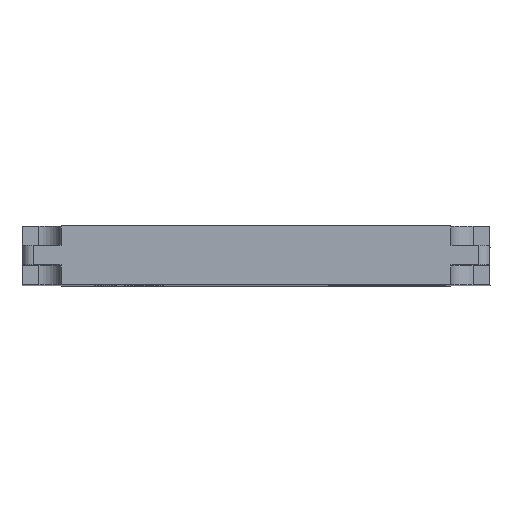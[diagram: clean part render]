
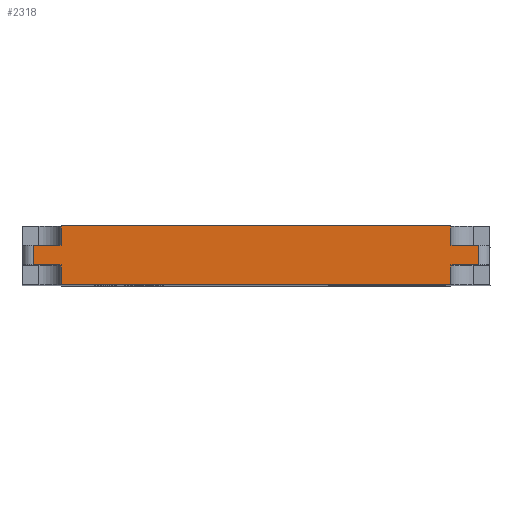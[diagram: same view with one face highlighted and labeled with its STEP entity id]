
A CAD part, top view. The second image highlights one B-rep face of the part: STEP entity #2318.
In plain terms, the highlighted planar face has unit normal (0, 0, 1).
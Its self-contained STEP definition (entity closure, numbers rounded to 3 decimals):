
#8 = DIRECTION ( 'NONE',  ( 1., 0., 0. ) ) ;
#58 = LINE ( 'NONE', #2232, #1580 ) ;
#158 = CARTESIAN_POINT ( 'NONE',  ( 2., 7., 0. ) ) ;
#177 = DIRECTION ( 'NONE',  ( 0., -1., 0. ) ) ;
#190 = ORIENTED_EDGE ( 'NONE', *, *, #5510, .F. ) ;
#314 = CARTESIAN_POINT ( 'NONE',  ( 82., 3.5, 0. ) ) ;
#353 = VERTEX_POINT ( 'NONE', #3445 ) ;
#364 = VERTEX_POINT ( 'NONE', #4078 ) ;
#522 = CARTESIAN_POINT ( 'NONE',  ( 77., 0., 0. ) ) ;
#544 = VERTEX_POINT ( 'NONE', #7830 ) ;
#564 = ORIENTED_EDGE ( 'NONE', *, *, #6069, .T. ) ;
#912 = EDGE_CURVE ( 'NONE', #6867, #6666, #1622, .T. ) ;
#1339 = VECTOR ( 'NONE', #3325, 1000. ) ;
#1407 = EDGE_CURVE ( 'NONE', #353, #6388, #3415, .T. ) ;
#1470 = LINE ( 'NONE', #1545, #3378 ) ;
#1545 = CARTESIAN_POINT ( 'NONE',  ( 2., 10.5, 0. ) ) ;
#1558 = VECTOR ( 'NONE', #5665, 1000. ) ;
#1580 = VECTOR ( 'NONE', #7667, 1000. ) ;
#1622 = LINE ( 'NONE', #6788, #1339 ) ;
#1847 = VECTOR ( 'NONE', #4601, 1000. ) ;
#1947 = EDGE_LOOP ( 'NONE', ( #5086, #3249, #564, #3847, #6518, #3214, #190, #3286, #2421, #3914, #2837, #7045 ) ) ;
#1981 = VECTOR ( 'NONE', #2346, 1000. ) ;
#2230 = EDGE_CURVE ( 'NONE', #353, #3948, #7468, .T. ) ;
#2232 = CARTESIAN_POINT ( 'NONE',  ( 2., 7., 0. ) ) ;
#2293 = CARTESIAN_POINT ( 'NONE',  ( 77., 7., 0. ) ) ;
#2318 = ADVANCED_FACE ( 'NONE', ( #6808 ), #2687, .F. ) ;
#2346 = DIRECTION ( 'NONE',  ( -1., 0., 0. ) ) ;
#2407 = CARTESIAN_POINT ( 'NONE',  ( 77., 10.5, 0. ) ) ;
#2421 = ORIENTED_EDGE ( 'NONE', *, *, #7631, .F. ) ;
#2486 = LINE ( 'NONE', #6632, #4460 ) ;
#2566 = LINE ( 'NONE', #3614, #7477 ) ;
#2593 = EDGE_CURVE ( 'NONE', #364, #544, #3307, .T. ) ;
#2687 = PLANE ( 'NONE',  #7404 ) ;
#2837 = ORIENTED_EDGE ( 'NONE', *, *, #6985, .F. ) ;
#2846 = DIRECTION ( 'NONE',  ( 0., 1., 0. ) ) ;
#2970 = LINE ( 'NONE', #2293, #3978 ) ;
#2985 = DIRECTION ( 'NONE',  ( 0., 1., 0. ) ) ;
#3026 = VECTOR ( 'NONE', #2846, 1000. ) ;
#3116 = VERTEX_POINT ( 'NONE', #522 ) ;
#3214 = ORIENTED_EDGE ( 'NONE', *, *, #5520, .T. ) ;
#3249 = ORIENTED_EDGE ( 'NONE', *, *, #1407, .T. ) ;
#3286 = ORIENTED_EDGE ( 'NONE', *, *, #912, .T. ) ;
#3307 = LINE ( 'NONE', #5841, #3026 ) ;
#3325 = DIRECTION ( 'NONE',  ( 0., 1., 0. ) ) ;
#3342 = CARTESIAN_POINT ( 'NONE',  ( 77., 3.5, 0. ) ) ;
#3378 = VECTOR ( 'NONE', #4536, 1000. ) ;
#3415 = LINE ( 'NONE', #4979, #3514 ) ;
#3432 = EDGE_CURVE ( 'NONE', #5431, #4633, #7282, .T. ) ;
#3445 = CARTESIAN_POINT ( 'NONE',  ( 7., 3.5, 0. ) ) ;
#3514 = VECTOR ( 'NONE', #177, 1000. ) ;
#3614 = CARTESIAN_POINT ( 'NONE',  ( 0., 0., 0. ) ) ;
#3847 = ORIENTED_EDGE ( 'NONE', *, *, #4037, .F. ) ;
#3914 = ORIENTED_EDGE ( 'NONE', *, *, #2593, .F. ) ;
#3948 = VERTEX_POINT ( 'NONE', #4393 ) ;
#3978 = VECTOR ( 'NONE', #6604, 1000. ) ;
#4037 = EDGE_CURVE ( 'NONE', #4633, #3116, #6686, .T. ) ;
#4054 = VECTOR ( 'NONE', #5026, 1000. ) ;
#4078 = CARTESIAN_POINT ( 'NONE',  ( 7., 7., 0. ) ) ;
#4353 = CARTESIAN_POINT ( 'NONE',  ( 77., 3.5, 0. ) ) ;
#4393 = CARTESIAN_POINT ( 'NONE',  ( 2., 3.5, 0. ) ) ;
#4450 = DIRECTION ( 'NONE',  ( -1., 0., 0. ) ) ;
#4460 = VECTOR ( 'NONE', #2985, 1000. ) ;
#4536 = DIRECTION ( 'NONE',  ( 0., -1., 0. ) ) ;
#4601 = DIRECTION ( 'NONE',  ( 0., -1., 0. ) ) ;
#4633 = VERTEX_POINT ( 'NONE', #4353 ) ;
#4943 = CARTESIAN_POINT ( 'NONE',  ( 82., 7., 0. ) ) ;
#4979 = CARTESIAN_POINT ( 'NONE',  ( 7., 3.5, 0. ) ) ;
#5023 = CARTESIAN_POINT ( 'NONE',  ( 0., 10.5, 0. ) ) ;
#5026 = DIRECTION ( 'NONE',  ( -1., 0., 0. ) ) ;
#5086 = ORIENTED_EDGE ( 'NONE', *, *, #2230, .F. ) ;
#5431 = VERTEX_POINT ( 'NONE', #314 ) ;
#5510 = EDGE_CURVE ( 'NONE', #6867, #7469, #2970, .T. ) ;
#5520 = EDGE_CURVE ( 'NONE', #5431, #7469, #2486, .T. ) ;
#5571 = DIRECTION ( 'NONE',  ( 0., 0., -1. ) ) ;
#5665 = DIRECTION ( 'NONE',  ( 1., 0., 0. ) ) ;
#5841 = CARTESIAN_POINT ( 'NONE',  ( 7., 7., 0. ) ) ;
#5925 = LINE ( 'NONE', #7521, #1558 ) ;
#5933 = CARTESIAN_POINT ( 'NONE',  ( 0., 3.5, 0. ) ) ;
#6069 = EDGE_CURVE ( 'NONE', #6388, #3116, #2566, .T. ) ;
#6273 = CARTESIAN_POINT ( 'NONE',  ( 0., 3.5, 0. ) ) ;
#6388 = VERTEX_POINT ( 'NONE', #7574 ) ;
#6518 = ORIENTED_EDGE ( 'NONE', *, *, #3432, .F. ) ;
#6604 = DIRECTION ( 'NONE',  ( 1., 0., 0. ) ) ;
#6632 = CARTESIAN_POINT ( 'NONE',  ( 82., 10.5, 0. ) ) ;
#6666 = VERTEX_POINT ( 'NONE', #2407 ) ;
#6686 = LINE ( 'NONE', #3342, #1847 ) ;
#6788 = CARTESIAN_POINT ( 'NONE',  ( 77., 7., 0. ) ) ;
#6808 = FACE_OUTER_BOUND ( 'NONE', #1947, .T. ) ;
#6867 = VERTEX_POINT ( 'NONE', #6925 ) ;
#6925 = CARTESIAN_POINT ( 'NONE',  ( 77., 7., 0. ) ) ;
#6985 = EDGE_CURVE ( 'NONE', #7459, #364, #58, .T. ) ;
#7045 = ORIENTED_EDGE ( 'NONE', *, *, #7589, .T. ) ;
#7282 = LINE ( 'NONE', #6273, #4054 ) ;
#7404 = AXIS2_PLACEMENT_3D ( 'NONE', #5023, #5571, #4450 ) ;
#7459 = VERTEX_POINT ( 'NONE', #158 ) ;
#7468 = LINE ( 'NONE', #5933, #1981 ) ;
#7469 = VERTEX_POINT ( 'NONE', #4943 ) ;
#7477 = VECTOR ( 'NONE', #8, 1000. ) ;
#7521 = CARTESIAN_POINT ( 'NONE',  ( 0., 10.5, 0. ) ) ;
#7574 = CARTESIAN_POINT ( 'NONE',  ( 7., 0., 0. ) ) ;
#7589 = EDGE_CURVE ( 'NONE', #7459, #3948, #1470, .T. ) ;
#7631 = EDGE_CURVE ( 'NONE', #544, #6666, #5925, .T. ) ;
#7667 = DIRECTION ( 'NONE',  ( 1., 0., 0. ) ) ;
#7830 = CARTESIAN_POINT ( 'NONE',  ( 7., 10.5, 0. ) ) ;
